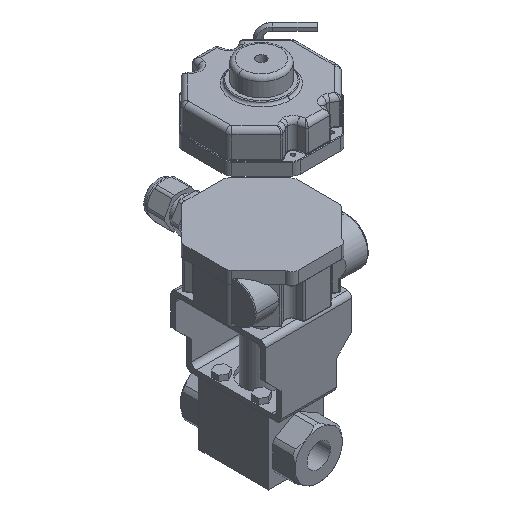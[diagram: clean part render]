
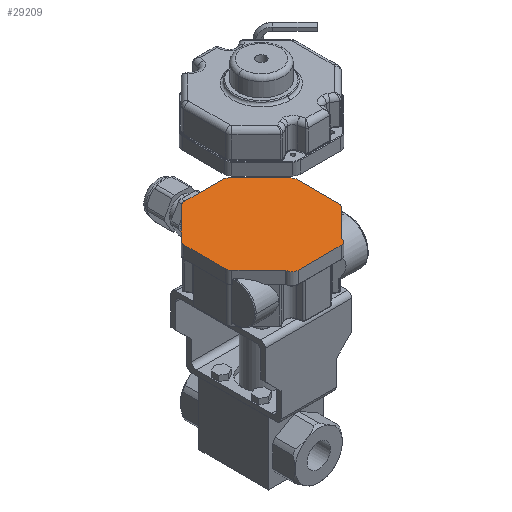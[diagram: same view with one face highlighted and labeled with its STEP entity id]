
A CAD part, isometric view. The second image highlights one B-rep face of the part: STEP entity #29209.
In plain terms, the highlighted face is planar.
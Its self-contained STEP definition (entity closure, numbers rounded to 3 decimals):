
#2882=CIRCLE('',#33029,4.);
#2883=CIRCLE('',#33030,4.);
#2884=CIRCLE('',#33031,4.);
#2885=CIRCLE('',#33032,4.);
#2886=CIRCLE('',#33033,4.);
#2887=CIRCLE('',#33034,4.);
#2888=CIRCLE('',#33035,4.);
#2889=CIRCLE('',#33036,4.);
#8143=ORIENTED_EDGE('',*,*,#14829,.F.);
#8144=ORIENTED_EDGE('',*,*,#14830,.F.);
#8145=ORIENTED_EDGE('',*,*,#14831,.F.);
#8146=ORIENTED_EDGE('',*,*,#14832,.F.);
#8147=ORIENTED_EDGE('',*,*,#14833,.F.);
#8148=ORIENTED_EDGE('',*,*,#14834,.F.);
#8149=ORIENTED_EDGE('',*,*,#14835,.F.);
#8150=ORIENTED_EDGE('',*,*,#14836,.F.);
#8151=ORIENTED_EDGE('',*,*,#14837,.F.);
#8152=ORIENTED_EDGE('',*,*,#14838,.F.);
#8153=ORIENTED_EDGE('',*,*,#14839,.F.);
#8154=ORIENTED_EDGE('',*,*,#14840,.F.);
#8155=ORIENTED_EDGE('',*,*,#14841,.F.);
#8156=ORIENTED_EDGE('',*,*,#14842,.F.);
#8157=ORIENTED_EDGE('',*,*,#14843,.F.);
#8158=ORIENTED_EDGE('',*,*,#14844,.F.);
#14829=EDGE_CURVE('',#18489,#18490,#20896,.T.);
#14830=EDGE_CURVE('',#18491,#18489,#2882,.T.);
#14831=EDGE_CURVE('',#18492,#18491,#20897,.T.);
#14832=EDGE_CURVE('',#18493,#18492,#2883,.T.);
#14833=EDGE_CURVE('',#18494,#18493,#20898,.T.);
#14834=EDGE_CURVE('',#18495,#18494,#2884,.T.);
#14835=EDGE_CURVE('',#18496,#18495,#20899,.T.);
#14836=EDGE_CURVE('',#18497,#18496,#2885,.T.);
#14837=EDGE_CURVE('',#18498,#18497,#20900,.T.);
#14838=EDGE_CURVE('',#18499,#18498,#2886,.T.);
#14839=EDGE_CURVE('',#18500,#18499,#20901,.T.);
#14840=EDGE_CURVE('',#18501,#18500,#2887,.T.);
#14841=EDGE_CURVE('',#18502,#18501,#20902,.T.);
#14842=EDGE_CURVE('',#18503,#18502,#2888,.T.);
#14843=EDGE_CURVE('',#18504,#18503,#20903,.T.);
#14844=EDGE_CURVE('',#18490,#18504,#2889,.T.);
#18489=VERTEX_POINT('',#53262);
#18490=VERTEX_POINT('',#53263);
#18491=VERTEX_POINT('',#53265);
#18492=VERTEX_POINT('',#53267);
#18493=VERTEX_POINT('',#53269);
#18494=VERTEX_POINT('',#53271);
#18495=VERTEX_POINT('',#53273);
#18496=VERTEX_POINT('',#53275);
#18497=VERTEX_POINT('',#53277);
#18498=VERTEX_POINT('',#53279);
#18499=VERTEX_POINT('',#53281);
#18500=VERTEX_POINT('',#53283);
#18501=VERTEX_POINT('',#53285);
#18502=VERTEX_POINT('',#53287);
#18503=VERTEX_POINT('',#53289);
#18504=VERTEX_POINT('',#53291);
#20896=LINE('',#53261,#22790);
#20897=LINE('',#53266,#22791);
#20898=LINE('',#53270,#22792);
#20899=LINE('',#53274,#22793);
#20900=LINE('',#53278,#22794);
#20901=LINE('',#53282,#22795);
#20902=LINE('',#53286,#22796);
#20903=LINE('',#53290,#22797);
#22790=VECTOR('',#39064,1000.);
#22791=VECTOR('',#39067,1000.);
#22792=VECTOR('',#39070,1000.);
#22793=VECTOR('',#39073,1000.);
#22794=VECTOR('',#39076,1000.);
#22795=VECTOR('',#39079,1000.);
#22796=VECTOR('',#39082,1000.);
#22797=VECTOR('',#39085,1000.);
#24651=EDGE_LOOP('',(#8143,#8144,#8145,#8146,#8147,#8148,#8149,#8150,#8151,
#8152,#8153,#8154,#8155,#8156,#8157,#8158));
#26683=FACE_BOUND('',#24651,.T.);
#28117=PLANE('',#33028);
#29209=ADVANCED_FACE('',(#26683),#28117,.F.);
#33028=AXIS2_PLACEMENT_3D('',#53260,#39062,#39063);
#33029=AXIS2_PLACEMENT_3D('',#53264,#39065,#39066);
#33030=AXIS2_PLACEMENT_3D('',#53268,#39068,#39069);
#33031=AXIS2_PLACEMENT_3D('',#53272,#39071,#39072);
#33032=AXIS2_PLACEMENT_3D('',#53276,#39074,#39075);
#33033=AXIS2_PLACEMENT_3D('',#53280,#39077,#39078);
#33034=AXIS2_PLACEMENT_3D('',#53284,#39080,#39081);
#33035=AXIS2_PLACEMENT_3D('',#53288,#39083,#39084);
#33036=AXIS2_PLACEMENT_3D('',#53292,#39086,#39087);
#39062=DIRECTION('',(0.,-1.,0.));
#39063=DIRECTION('',(0.,0.,-1.));
#39064=DIRECTION('',(1.,0.,0.));
#39065=DIRECTION('',(0.,-1.,0.));
#39066=DIRECTION('',(0.,0.,1.));
#39067=DIRECTION('',(0.707,0.,-0.707));
#39068=DIRECTION('',(0.,-1.,0.));
#39069=DIRECTION('',(0.,0.,1.));
#39070=DIRECTION('',(0.,0.,-1.));
#39071=DIRECTION('',(0.,-1.,0.));
#39072=DIRECTION('',(0.,0.,1.));
#39073=DIRECTION('',(-0.707,0.,-0.707));
#39074=DIRECTION('',(0.,-1.,0.));
#39075=DIRECTION('',(0.,0.,1.));
#39076=DIRECTION('',(-1.,0.,0.));
#39077=DIRECTION('',(0.,-1.,0.));
#39078=DIRECTION('',(0.,0.,1.));
#39079=DIRECTION('',(-0.707,0.,0.707));
#39080=DIRECTION('',(0.,-1.,0.));
#39081=DIRECTION('',(0.,0.,1.));
#39082=DIRECTION('',(0.,0.,1.));
#39083=DIRECTION('',(0.,-1.,0.));
#39084=DIRECTION('',(0.,0.,1.));
#39085=DIRECTION('',(0.707,0.,0.707));
#39086=DIRECTION('',(0.,-1.,0.));
#39087=DIRECTION('',(0.,0.,1.));
#53260=CARTESIAN_POINT('',(13.67,0.,-33.));
#53261=CARTESIAN_POINT('',(13.67,0.,-37.));
#53262=CARTESIAN_POINT('',(-13.67,0.,-37.));
#53263=CARTESIAN_POINT('',(13.67,0.,-37.));
#53264=CARTESIAN_POINT('',(-13.67,0.,-33.));
#53265=CARTESIAN_POINT('',(-17.662,0.,-33.249));
#53266=CARTESIAN_POINT('',(-34.828,0.,-16.083));
#53267=CARTESIAN_POINT('',(-34.828,0.,-16.083));
#53268=CARTESIAN_POINT('',(-32.,0.,-13.255));
#53269=CARTESIAN_POINT('',(-36.,0.,-13.255));
#53270=CARTESIAN_POINT('',(-36.,0.,-33.));
#53271=CARTESIAN_POINT('',(-36.,0.,13.255));
#53272=CARTESIAN_POINT('',(-32.,0.,13.255));
#53273=CARTESIAN_POINT('',(-34.828,0.,16.083));
#53274=CARTESIAN_POINT('',(-15.083,0.,35.828));
#53275=CARTESIAN_POINT('',(-15.083,0.,35.828));
#53276=CARTESIAN_POINT('',(-12.255,0.,33.));
#53277=CARTESIAN_POINT('',(-12.255,0.,37.));
#53278=CARTESIAN_POINT('',(13.67,0.,37.));
#53279=CARTESIAN_POINT('',(12.255,0.,37.));
#53280=CARTESIAN_POINT('',(12.255,0.,33.));
#53281=CARTESIAN_POINT('',(15.083,0.,35.828));
#53282=CARTESIAN_POINT('',(34.828,0.,16.083));
#53283=CARTESIAN_POINT('',(34.828,0.,16.083));
#53284=CARTESIAN_POINT('',(32.,0.,13.255));
#53285=CARTESIAN_POINT('',(36.,0.,13.255));
#53286=CARTESIAN_POINT('',(36.,0.,-33.));
#53287=CARTESIAN_POINT('',(36.,0.,-13.255));
#53288=CARTESIAN_POINT('',(32.,0.,-13.255));
#53289=CARTESIAN_POINT('',(34.828,0.,-16.083));
#53290=CARTESIAN_POINT('',(17.662,0.,-33.249));
#53291=CARTESIAN_POINT('',(17.662,0.,-33.249));
#53292=CARTESIAN_POINT('',(13.67,0.,-33.));
